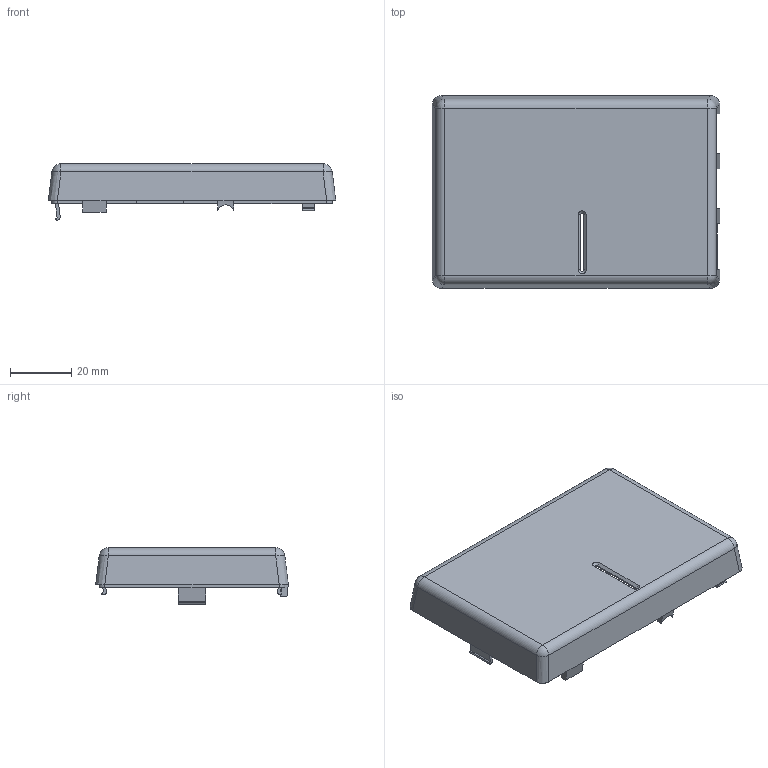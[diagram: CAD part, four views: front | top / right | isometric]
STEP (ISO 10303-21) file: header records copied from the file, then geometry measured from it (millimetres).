
FILE_DESCRIPTION(('FreeCAD Model'),'2;1');
FILE_NAME('Open CASCADE Shape Model','2024-01-15T09:46:01',(''),(''), 'Open CASCADE STEP processor 7.6','FreeCAD','Unknown');
FILE_SCHEMA(('AUTOMOTIVE_DESIGN { 1 0 10303 214 1 1 1 1 }'));
Length unit declared in the file: millimetre
Products named in the file (1): Top
Bounding box: 94 x 63 x 18.4 mm (x, y, z)
Volume: 12265.1 mm3; surface area: 17730.6 mm2
Topology: 1 solids, 1 shells, 119 faces, 315 edges, 197 vertices
Faces by surface type: plane 66, bspline 24, cylinder 23, sphere 4, cone 2
Entity records: 4527 total; most frequent: CARTESIAN_POINT 1824, ORIENTED_EDGE 622, DIRECTION 454, EDGE_CURVE 311, VERTEX_POINT 197, LINE 174, VECTOR 174, AXIS2_PLACEMENT_3D 140
